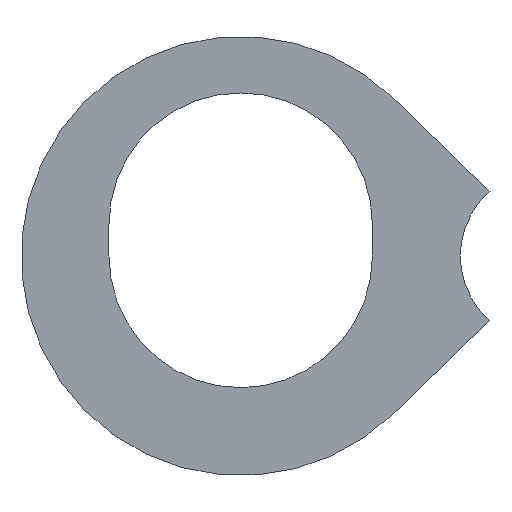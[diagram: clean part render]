
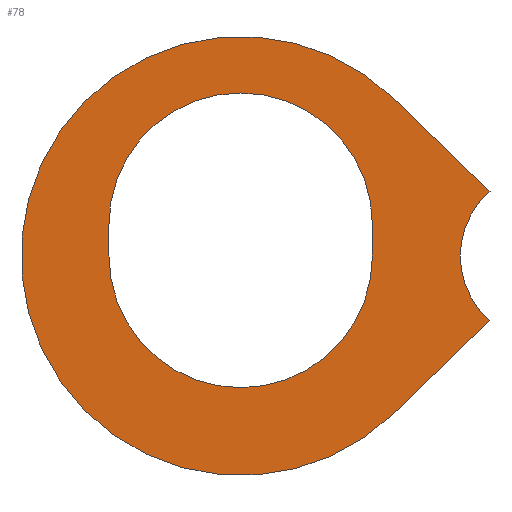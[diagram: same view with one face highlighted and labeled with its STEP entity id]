
A CAD part, front view. The second image highlights one B-rep face of the part: STEP entity #78.
In plain terms, the highlighted planar face has unit normal (0, -1, 0).
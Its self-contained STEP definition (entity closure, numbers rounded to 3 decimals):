
#78 = ADVANCED_FACE( '', ( #100, #101 ), #102, .T. );
#100 = FACE_OUTER_BOUND( '', #138, .T. );
#101 = FACE_BOUND( '', #139, .T. );
#102 = PLANE( '', #140 );
#138 = EDGE_LOOP( '', ( #191, #192, #193, #194 ) );
#139 = EDGE_LOOP( '', ( #195, #196, #197, #198 ) );
#140 = AXIS2_PLACEMENT_3D( '', #199, #200, #201 );
#191 = ORIENTED_EDGE( '', *, *, #315, .T. );
#192 = ORIENTED_EDGE( '', *, *, #314, .T. );
#193 = ORIENTED_EDGE( '', *, *, #316, .T. );
#194 = ORIENTED_EDGE( '', *, *, #317, .T. );
#195 = ORIENTED_EDGE( '', *, *, #307, .T. );
#196 = ORIENTED_EDGE( '', *, *, #318, .T. );
#197 = ORIENTED_EDGE( '', *, *, #319, .T. );
#198 = ORIENTED_EDGE( '', *, *, #320, .T. );
#199 = CARTESIAN_POINT( '', ( 1., -6., 0. ) );
#200 = DIRECTION( '', ( 0., -1., 0. ) );
#201 = DIRECTION( '', ( 0., 0., -1. ) );
#307 = EDGE_CURVE( '', #344, #349, #351, .T. );
#314 = EDGE_CURVE( '', #357, #362, #364, .T. );
#315 = EDGE_CURVE( '', #365, #357, #366, .T. );
#316 = EDGE_CURVE( '', #362, #367, #368, .T. );
#317 = EDGE_CURVE( '', #367, #365, #369, .T. );
#318 = EDGE_CURVE( '', #349, #370, #371, .T. );
#319 = EDGE_CURVE( '', #370, #372, #373, .T. );
#320 = EDGE_CURVE( '', #372, #344, #374, .T. );
#344 = VERTEX_POINT( '', #408 );
#349 = VERTEX_POINT( '', #414 );
#351 = CIRCLE( '', #417, 4.2 );
#357 = VERTEX_POINT( '', #425 );
#362 = VERTEX_POINT( '', #432 );
#364 = LINE( '', #435, #436 );
#365 = VERTEX_POINT( '', #437 );
#366 = CIRCLE( '', #438, 7. );
#367 = VERTEX_POINT( '', #439 );
#368 = CIRCLE( '', #440, 2.7 );
#369 = LINE( '', #441, #442 );
#370 = VERTEX_POINT( '', #443 );
#371 = LINE( '', #444, #445 );
#372 = VERTEX_POINT( '', #446 );
#373 = CIRCLE( '', #447, 4.2 );
#374 = LINE( '', #448, #449 );
#408 = CARTESIAN_POINT( '', ( -3.2, -6., 1. ) );
#414 = CARTESIAN_POINT( '', ( 5.2, -6., 1. ) );
#417 = AXIS2_PLACEMENT_3D( '', #509, #510, #511 );
#425 = CARTESIAN_POINT( '', ( 5.863, -6., -5.035 ) );
#432 = CARTESIAN_POINT( '', ( 8.949, -6., -2.055 ) );
#435 = CARTESIAN_POINT( '', ( 5.863, -6., -5.035 ) );
#436 = VECTOR( '', #520, 1000. );
#437 = CARTESIAN_POINT( '', ( 5.863, -6., 5.035 ) );
#438 = AXIS2_PLACEMENT_3D( '', #521, #522, #523 );
#439 = CARTESIAN_POINT( '', ( 8.949, -6., 2.055 ) );
#440 = AXIS2_PLACEMENT_3D( '', #524, #525, #526 );
#441 = CARTESIAN_POINT( '', ( 5.863, -6., 5.035 ) );
#442 = VECTOR( '', #527, 1000. );
#443 = CARTESIAN_POINT( '', ( 5.2, -6., 0. ) );
#444 = CARTESIAN_POINT( '', ( 5.2, -6., 0. ) );
#445 = VECTOR( '', #528, 1000. );
#446 = CARTESIAN_POINT( '', ( -3.2, -6., 0. ) );
#447 = AXIS2_PLACEMENT_3D( '', #529, #530, #531 );
#448 = CARTESIAN_POINT( '', ( -3.2, -6., 0. ) );
#449 = VECTOR( '', #532, 1000. );
#509 = CARTESIAN_POINT( '', ( 1., -6., 1. ) );
#510 = DIRECTION( '', ( 0., 1., 0. ) );
#511 = DIRECTION( '', ( -1., 0., 0. ) );
#520 = DIRECTION( '', ( 0.719, 0., 0.695 ) );
#521 = CARTESIAN_POINT( '', ( 1., -6., 0. ) );
#522 = DIRECTION( '', ( 0., -1., 0. ) );
#523 = DIRECTION( '', ( 1., 0., 0. ) );
#524 = CARTESIAN_POINT( '', ( 10.7, -6., 0. ) );
#525 = DIRECTION( '', ( 0., 1., 0. ) );
#526 = DIRECTION( '', ( 1., 0., 0. ) );
#527 = DIRECTION( '', ( -0.719, 0., 0.695 ) );
#528 = DIRECTION( '', ( 0., 0., -1. ) );
#529 = CARTESIAN_POINT( '', ( 1., -6., 0. ) );
#530 = DIRECTION( '', ( 0., 1., 0. ) );
#531 = DIRECTION( '', ( 1., 0., 0. ) );
#532 = DIRECTION( '', ( 0., 0., 1. ) );
